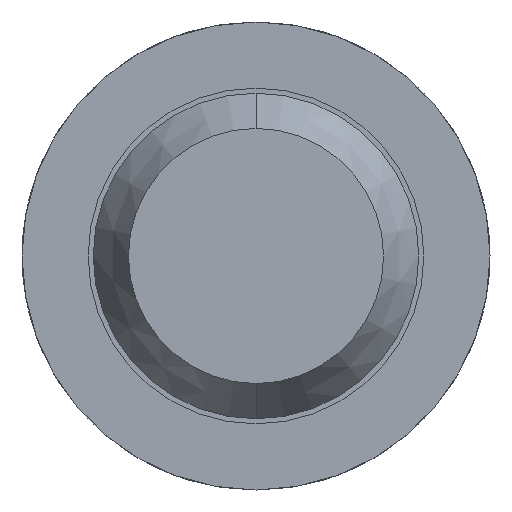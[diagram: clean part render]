
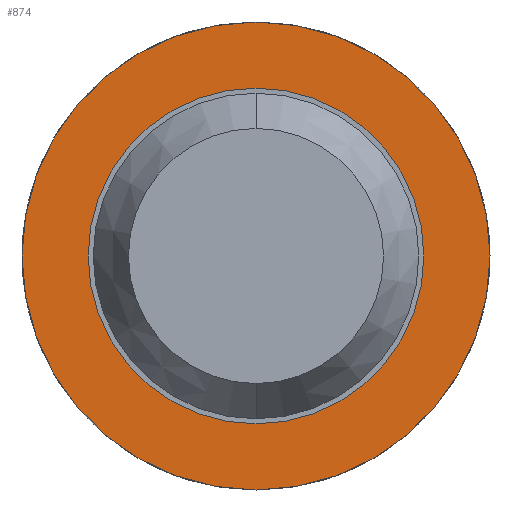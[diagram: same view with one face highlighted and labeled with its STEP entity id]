
A CAD part, front view. The second image highlights one B-rep face of the part: STEP entity #874.
In plain terms, the highlighted planar face has unit normal (0, -1, 0).
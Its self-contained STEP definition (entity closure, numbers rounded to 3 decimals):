
#385 = VERTEX_POINT ( 'NONE', #4026 ) ;
#398 = CARTESIAN_POINT ( 'NONE',  ( 0., -1.7, 0. ) ) ;
#452 = CIRCLE ( 'NONE', #3157, 1.15 ) ;
#467 = DIRECTION ( 'NONE',  ( 0., 1., 0. ) ) ;
#510 = FACE_OUTER_BOUND ( 'NONE', #894, .T. ) ;
#561 = DIRECTION ( 'NONE',  ( 0., 1., 0. ) ) ;
#575 = EDGE_CURVE ( 'Defeature ausgef�hrt2_3+Defeature ausgef�hrt2_7+Defeature ausgef�hrt2_7+Defeature ausgef�hrt2_7', #385, #1599, #452, .T. ) ;
#577 = ORIENTED_EDGE ( 'NONE', *, *, #4571, .T. ) ;
#603 = DIRECTION ( 'NONE',  ( 0., 0., 1. ) ) ;
#629 = DIRECTION ( 'NONE',  ( 0., 1., 0. ) ) ;
#710 = CARTESIAN_POINT ( 'NONE',  ( 0., -1.7, -0.825 ) ) ;
#757 = DIRECTION ( 'NONE',  ( 0., 1., 0. ) ) ;
#874 = ADVANCED_FACE ( 'Defeature ausgef�hrt2_7', ( #510, #5166 ), #5334, .F. ) ;
#879 = DIRECTION ( 'NONE',  ( 0., 0., 1. ) ) ;
#894 = EDGE_LOOP ( 'NONE', ( #2454, #4888 ) ) ;
#1045 = CIRCLE ( 'NONE', #3871, 1.15 ) ;
#1599 = VERTEX_POINT ( 'NONE', #2290 ) ;
#1623 = DIRECTION ( 'NONE',  ( 0., 0., 1. ) ) ;
#1638 = AXIS2_PLACEMENT_3D ( 'NONE', #2707, #561, #1867 ) ;
#1779 = CARTESIAN_POINT ( 'NONE',  ( 0., -1.7, 0. ) ) ;
#1867 = DIRECTION ( 'NONE',  ( 0., 0., 1. ) ) ;
#2290 = CARTESIAN_POINT ( 'NONE',  ( 0., -1.7, 1.15 ) ) ;
#2454 = ORIENTED_EDGE ( 'NONE', *, *, #2853, .F. ) ;
#2707 = CARTESIAN_POINT ( 'NONE',  ( 0.825, -1.7, 0. ) ) ;
#2745 = CARTESIAN_POINT ( 'NONE',  ( 0., -1.7, 0. ) ) ;
#2853 = EDGE_CURVE ( 'Defeature ausgef�hrt2_3+Defeature ausgef�hrt2_7+Defeature ausgef�hrt2_7+Defeature ausgef�hrt2_7', #1599, #385, #1045, .T. ) ;
#2992 = AXIS2_PLACEMENT_3D ( 'NONE', #5525, #757, #1623 ) ;
#3157 = AXIS2_PLACEMENT_3D ( 'NONE', #1779, #467, #879 ) ;
#3176 = CIRCLE ( 'NONE', #4949, 0.825 ) ;
#3413 = DIRECTION ( 'NONE',  ( 0., 1., 0. ) ) ;
#3832 = VERTEX_POINT ( 'NONE', #4495 ) ;
#3871 = AXIS2_PLACEMENT_3D ( 'NONE', #398, #3413, #5109 ) ;
#4026 = CARTESIAN_POINT ( 'NONE',  ( 0., -1.7, -1.15 ) ) ;
#4152 = VERTEX_POINT ( 'NONE', #710 ) ;
#4457 = EDGE_CURVE ( 'Defeature ausgef�hrt2_7+Defeature ausgef�hrt2_6+Defeature ausgef�hrt2_6+Defeature ausgef�hrt2_6', #4152, #3832, #3176, .T. ) ;
#4495 = CARTESIAN_POINT ( 'NONE',  ( 0., -1.7, 0.825 ) ) ;
#4571 = EDGE_CURVE ( 'Defeature ausgef�hrt2_7+Defeature ausgef�hrt2_6+Defeature ausgef�hrt2_6+Defeature ausgef�hrt2_6', #3832, #4152, #5254, .T. ) ;
#4888 = ORIENTED_EDGE ( 'NONE', *, *, #575, .F. ) ;
#4949 = AXIS2_PLACEMENT_3D ( 'NONE', #2745, #629, #603 ) ;
#5109 = DIRECTION ( 'NONE',  ( 0., 0., 1. ) ) ;
#5163 = EDGE_LOOP ( 'NONE', ( #577, #5321 ) ) ;
#5166 = FACE_BOUND ( 'NONE', #5163, .T. ) ;
#5254 = CIRCLE ( 'NONE', #2992, 0.825 ) ;
#5321 = ORIENTED_EDGE ( 'NONE', *, *, #4457, .T. ) ;
#5334 = PLANE ( 'NONE',  #1638 ) ;
#5525 = CARTESIAN_POINT ( 'NONE',  ( 0., -1.7, 0. ) ) ;
